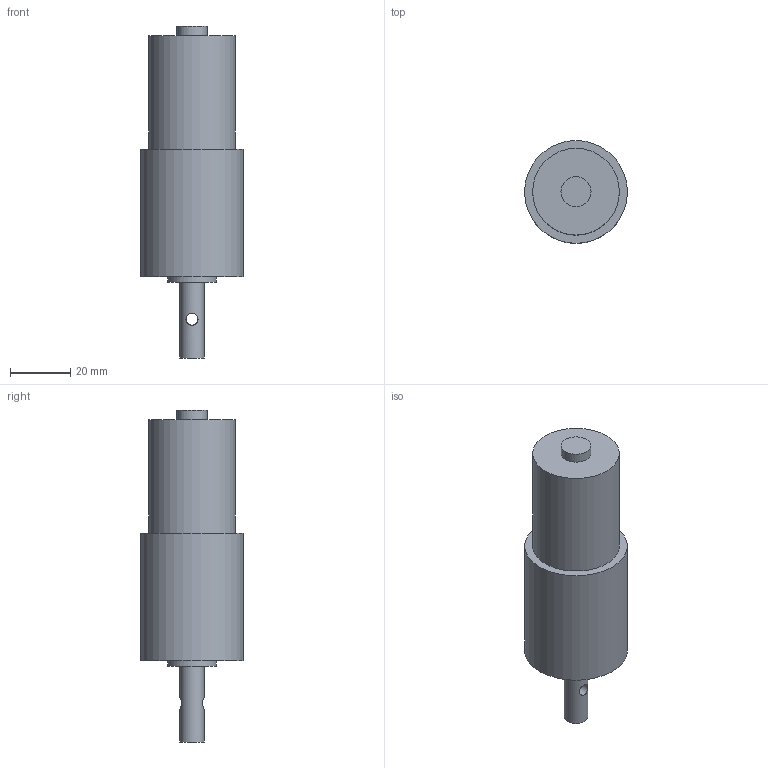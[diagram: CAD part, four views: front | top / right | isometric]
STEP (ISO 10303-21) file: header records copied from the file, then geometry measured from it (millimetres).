
FILE_DESCRIPTION(/* description */ (''),/* implementation_level */ '2;1');
FILE_NAME(/* name */ 'motorreductor v4.step',/* time_stamp */ '2024-07-09T15:29:41-03:00',/* author */ (''),/* organization */ (''),/* preprocessor_version */ 'ST-DEVELOPER v20',/* originating_system */ 'Autodesk Translation Framework v13.14.0.145',/* authorisation */ '');
FILE_SCHEMA (('AUTOMOTIVE_DESIGN { 1 0 10303 214 3 1 1 }'));
Length unit declared in the file: millimetre
Products named in the file (1): motorreductor
Bounding box: 34.25 x 34.25 x 110.6 mm (x, y, z)
Volume: 65763.5 mm3; surface area: 10844.2 mm2
Topology: 1 solids, 1 shells, 14 faces, 23 edges, 16 vertices
Faces by surface type: cylinder 7, plane 7
Full cylindrical faces by diameter (mm): 4 x1, 8 x1, 10 x2, 16 x1, 28.9 x1, 34.25 x1
Entity records: 432 total; most frequent: CARTESIAN_POINT 122, DIRECTION 61, ORIENTED_EDGE 46, AXIS2_PLACEMENT_3D 27, EDGE_CURVE 23, EDGE_LOOP 21, VERTEX_POINT 16, FACE_OUTER_BOUND 14
